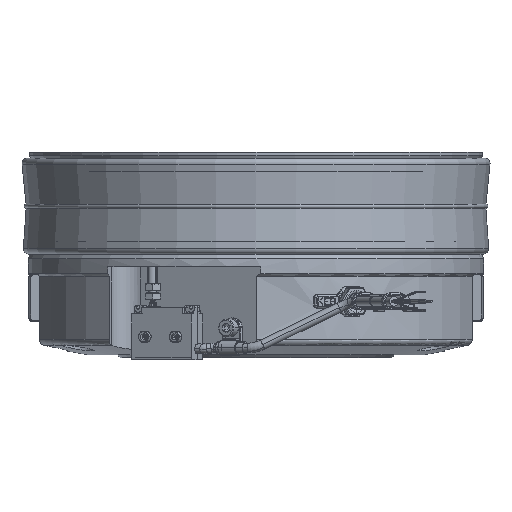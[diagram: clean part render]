
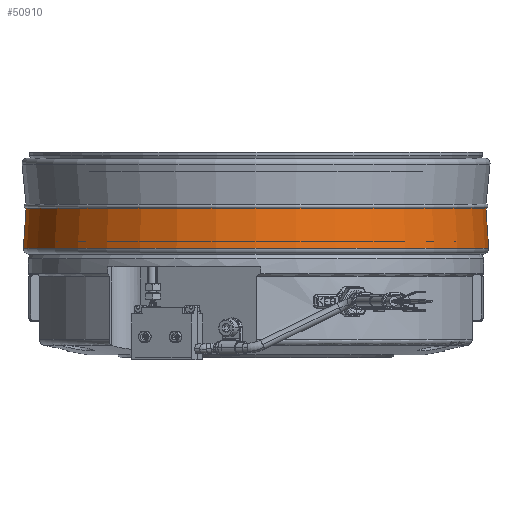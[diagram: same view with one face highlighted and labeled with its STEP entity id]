
A CAD part, front view. The second image highlights one B-rep face of the part: STEP entity #50910.
In plain terms, the highlighted conical face has half-angle 3.918 degrees and reference radius 111.317 mm.
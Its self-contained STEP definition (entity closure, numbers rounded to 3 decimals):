
#1511 = ORIENTED_EDGE ( 'NONE', *, *, #75316, .T. ) ;
#3348 = CARTESIAN_POINT ( 'NONE',  ( 0., 0., 1. ) ) ;
#5205 = CIRCLE ( 'NONE', #26486, 111.317 ) ;
#6460 = EDGE_CURVE ( 'NONE', #73420, #69037, #5205, .T. ) ;
#7798 = CARTESIAN_POINT ( 'NONE',  ( 0., 0., 20.229 ) ) ;
#8172 = EDGE_CURVE ( 'NONE', #44186, #73420, #60017, .T. ) ;
#9093 = ORIENTED_EDGE ( 'NONE', *, *, #6460, .F. ) ;
#13482 = CARTESIAN_POINT ( 'NONE',  ( -110., 0., 1. ) ) ;
#15684 = DIRECTION ( 'NONE',  ( 0., 0., 1. ) ) ;
#16406 = CARTESIAN_POINT ( 'NONE',  ( 111.317, 0., 20.229 ) ) ;
#20015 = VERTEX_POINT ( 'NONE', #77352 ) ;
#21234 = DIRECTION ( 'NONE',  ( -0.068, 0., 0.998 ) ) ;
#23811 = DIRECTION ( 'NONE',  ( 1., 0., 0. ) ) ;
#26486 = AXIS2_PLACEMENT_3D ( 'NONE', #7798, #84908, #37412 ) ;
#35730 = CARTESIAN_POINT ( 'NONE',  ( 111.317, 0., 20.229 ) ) ;
#37210 = CIRCLE ( 'NONE', #43711, 110. ) ;
#37412 = DIRECTION ( 'NONE',  ( 1., 0., 0. ) ) ;
#41326 = LINE ( 'NONE', #16406, #96584 ) ;
#43711 = AXIS2_PLACEMENT_3D ( 'NONE', #3348, #90156, #74256 ) ;
#44186 = VERTEX_POINT ( 'NONE', #13482 ) ;
#44288 = ORIENTED_EDGE ( 'NONE', *, *, #77952, .T. ) ;
#46184 = CARTESIAN_POINT ( 'NONE',  ( -111.317, 0., 20.229 ) ) ;
#50910 = ADVANCED_FACE ( 'NONE', ( #70775 ), #81907, .T. ) ;
#51489 = CARTESIAN_POINT ( 'NONE',  ( -111.317, 0., 20.229 ) ) ;
#56347 = EDGE_LOOP ( 'NONE', ( #83926, #1511, #44288, #9093 ) ) ;
#60017 = LINE ( 'NONE', #46184, #94189 ) ;
#69037 = VERTEX_POINT ( 'NONE', #35730 ) ;
#70775 = FACE_OUTER_BOUND ( 'NONE', #56347, .T. ) ;
#71471 = DIRECTION ( 'NONE',  ( 0.068, 0., 0.998 ) ) ;
#73420 = VERTEX_POINT ( 'NONE', #51489 ) ;
#74256 = DIRECTION ( 'NONE',  ( 1., 0., 0. ) ) ;
#75316 = EDGE_CURVE ( 'NONE', #44186, #20015, #37210, .T. ) ;
#77013 = AXIS2_PLACEMENT_3D ( 'NONE', #100401, #15684, #23811 ) ;
#77352 = CARTESIAN_POINT ( 'NONE',  ( 110., 0., 1. ) ) ;
#77952 = EDGE_CURVE ( 'NONE', #20015, #69037, #41326, .T. ) ;
#81907 = CONICAL_SURFACE ( 'NONE', #77013, 111.317, 0.068 ) ;
#83926 = ORIENTED_EDGE ( 'NONE', *, *, #8172, .F. ) ;
#84908 = DIRECTION ( 'NONE',  ( 0., 0., 1. ) ) ;
#90156 = DIRECTION ( 'NONE',  ( 0., 0., 1. ) ) ;
#94189 = VECTOR ( 'NONE', #21234, 1000. ) ;
#96584 = VECTOR ( 'NONE', #71471, 1000. ) ;
#100401 = CARTESIAN_POINT ( 'NONE',  ( 0., 0., 20.229 ) ) ;
